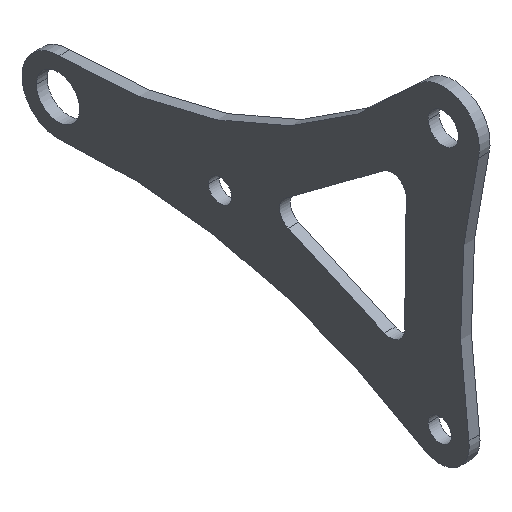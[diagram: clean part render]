
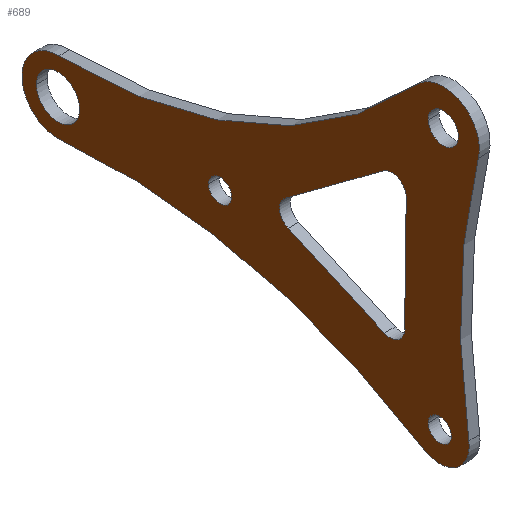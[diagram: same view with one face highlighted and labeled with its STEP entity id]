
A CAD part, isometric view. The second image highlights one B-rep face of the part: STEP entity #689.
In plain terms, the highlighted planar face has unit normal (-1, 0, 0).
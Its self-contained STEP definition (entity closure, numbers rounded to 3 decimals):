
#61=CARTESIAN_POINT('Vertex',(10.,-99.587,52.712)) ;
#66=CARTESIAN_POINT('Axis2P3D Location',(10.,-107.,46.)) ;
#70=CARTESIAN_POINT('Vertex',(10.,-116.706,43.594)) ;
#97=CARTESIAN_POINT('Axis2P3D Location',(10.,-281.71,2.684)) ;
#101=CARTESIAN_POINT('Vertex',(10.,-114.085,-25.634)) ;
#128=CARTESIAN_POINT('Axis2P3D Location',(10.,-106.,-27.)) ;
#132=CARTESIAN_POINT('Vertex',(10.,-101.622,-33.934)) ;
#159=CARTESIAN_POINT('Axis2P3D Location',(10.,-16.205,-169.226)) ;
#163=CARTESIAN_POINT('Vertex',(10.,-0.953,-9.954)) ;
#190=CARTESIAN_POINT('Axis2P3D Location',(10.,0.,0.)) ;
#194=CARTESIAN_POINT('Vertex',(10.,-0.23,9.997)) ;
#221=CARTESIAN_POINT('Axis2P3D Location',(10.,-3.217,139.963)) ;
#256=CARTESIAN_POINT('Vertex',(10.,6.,0.)) ;
#259=CARTESIAN_POINT('Axis2P3D Location',(10.,0.,0.)) ;
#263=CARTESIAN_POINT('Vertex',(10.,-6.,0.)) ;
#283=CARTESIAN_POINT('Axis2P3D Location',(10.,0.,0.)) ;
#313=CARTESIAN_POINT('Vertex',(10.,-102.802,45.859)) ;
#316=CARTESIAN_POINT('Axis2P3D Location',(10.,-107.,46.)) ;
#320=CARTESIAN_POINT('Vertex',(10.,-111.198,46.141)) ;
#340=CARTESIAN_POINT('Axis2P3D Location',(10.,-107.,46.)) ;
#370=CARTESIAN_POINT('Vertex',(10.,-102.8,-27.)) ;
#373=CARTESIAN_POINT('Axis2P3D Location',(10.,-106.,-27.)) ;
#377=CARTESIAN_POINT('Vertex',(10.,-109.2,-27.)) ;
#397=CARTESIAN_POINT('Axis2P3D Location',(10.,-106.,-27.)) ;
#427=CARTESIAN_POINT('Vertex',(10.,-41.8,0.)) ;
#430=CARTESIAN_POINT('Axis2P3D Location',(10.,-45.,0.)) ;
#434=CARTESIAN_POINT('Vertex',(10.,-48.2,0.)) ;
#454=CARTESIAN_POINT('Axis2P3D Location',(10.,-45.,0.)) ;
#484=CARTESIAN_POINT('Vertex',(10.,-96.699,24.129)) ;
#487=CARTESIAN_POINT('Axis2P3D Location',(10.,-92.7,24.184)) ;
#491=CARTESIAN_POINT('Vertex',(10.,-90.316,27.396)) ;
#518=CARTESIAN_POINT('Line Origine',(10.,-76.736,17.32)) ;
#522=CARTESIAN_POINT('Vertex',(10.,-63.156,7.244)) ;
#549=CARTESIAN_POINT('Axis2P3D Location',(10.,-65.539,4.032)) ;
#553=CARTESIAN_POINT('Vertex',(10.,-63.92,0.374)) ;
#580=CARTESIAN_POINT('Line Origine',(10.,-77.281,-5.54)) ;
#584=CARTESIAN_POINT('Vertex',(10.,-90.643,-11.454)) ;
#611=CARTESIAN_POINT('Axis2P3D Location',(10.,-92.262,-7.796)) ;
#615=CARTESIAN_POINT('Vertex',(10.,-96.261,-7.851)) ;
#640=CARTESIAN_POINT('Line Origine',(10.,-96.48,8.139)) ;
#652=CARTESIAN_POINT('Axis2P3D Location',(10.,0.,0.)) ;
#67=DIRECTION('Axis2P3D Direction',(1.,0.,0.)) ;
#98=DIRECTION('Axis2P3D Direction',(1.,0.,0.)) ;
#129=DIRECTION('Axis2P3D Direction',(1.,0.,0.)) ;
#160=DIRECTION('Axis2P3D Direction',(1.,0.,0.)) ;
#191=DIRECTION('Axis2P3D Direction',(1.,0.,0.)) ;
#222=DIRECTION('Axis2P3D Direction',(1.,0.,0.)) ;
#260=DIRECTION('Axis2P3D Direction',(1.,0.,0.)) ;
#284=DIRECTION('Axis2P3D Direction',(1.,0.,0.)) ;
#317=DIRECTION('Axis2P3D Direction',(1.,0.,0.)) ;
#341=DIRECTION('Axis2P3D Direction',(1.,0.,0.)) ;
#374=DIRECTION('Axis2P3D Direction',(1.,0.,0.)) ;
#398=DIRECTION('Axis2P3D Direction',(1.,0.,0.)) ;
#431=DIRECTION('Axis2P3D Direction',(1.,0.,0.)) ;
#455=DIRECTION('Axis2P3D Direction',(1.,0.,0.)) ;
#488=DIRECTION('Axis2P3D Direction',(1.,0.,0.)) ;
#519=DIRECTION('Vector Direction',(0.,0.803,-0.596)) ;
#550=DIRECTION('Axis2P3D Direction',(1.,0.,0.)) ;
#581=DIRECTION('Vector Direction',(0.,0.914,0.405)) ;
#612=DIRECTION('Axis2P3D Direction',(1.,0.,0.)) ;
#641=DIRECTION('Vector Direction',(0.,0.014,-1.)) ;
#653=DIRECTION('Axis2P3D Direction',(1.,0.,0.)) ;
#654=DIRECTION('Axis2P3D XDirection',(0.,1.,0.)) ;
#68=AXIS2_PLACEMENT_3D('Circle Axis2P3D',#66,#67,$) ;
#99=AXIS2_PLACEMENT_3D('Circle Axis2P3D',#97,#98,$) ;
#130=AXIS2_PLACEMENT_3D('Circle Axis2P3D',#128,#129,$) ;
#161=AXIS2_PLACEMENT_3D('Circle Axis2P3D',#159,#160,$) ;
#192=AXIS2_PLACEMENT_3D('Circle Axis2P3D',#190,#191,$) ;
#223=AXIS2_PLACEMENT_3D('Circle Axis2P3D',#221,#222,$) ;
#261=AXIS2_PLACEMENT_3D('Circle Axis2P3D',#259,#260,$) ;
#285=AXIS2_PLACEMENT_3D('Circle Axis2P3D',#283,#284,$) ;
#318=AXIS2_PLACEMENT_3D('Circle Axis2P3D',#316,#317,$) ;
#342=AXIS2_PLACEMENT_3D('Circle Axis2P3D',#340,#341,$) ;
#375=AXIS2_PLACEMENT_3D('Circle Axis2P3D',#373,#374,$) ;
#399=AXIS2_PLACEMENT_3D('Circle Axis2P3D',#397,#398,$) ;
#432=AXIS2_PLACEMENT_3D('Circle Axis2P3D',#430,#431,$) ;
#456=AXIS2_PLACEMENT_3D('Circle Axis2P3D',#454,#455,$) ;
#489=AXIS2_PLACEMENT_3D('Circle Axis2P3D',#487,#488,$) ;
#551=AXIS2_PLACEMENT_3D('Circle Axis2P3D',#549,#550,$) ;
#613=AXIS2_PLACEMENT_3D('Circle Axis2P3D',#611,#612,$) ;
#655=AXIS2_PLACEMENT_3D('Plane Axis2P3D',#652,#653,#654) ;
#658=ORIENTED_EDGE('',*,*,#225,.F.) ;
#659=ORIENTED_EDGE('',*,*,#196,.F.) ;
#660=ORIENTED_EDGE('',*,*,#165,.F.) ;
#661=ORIENTED_EDGE('',*,*,#134,.F.) ;
#662=ORIENTED_EDGE('',*,*,#103,.F.) ;
#663=ORIENTED_EDGE('',*,*,#72,.F.) ;
#666=ORIENTED_EDGE('',*,*,#287,.T.) ;
#667=ORIENTED_EDGE('',*,*,#265,.T.) ;
#670=ORIENTED_EDGE('',*,*,#344,.T.) ;
#671=ORIENTED_EDGE('',*,*,#322,.T.) ;
#674=ORIENTED_EDGE('',*,*,#401,.T.) ;
#675=ORIENTED_EDGE('',*,*,#379,.T.) ;
#678=ORIENTED_EDGE('',*,*,#458,.T.) ;
#679=ORIENTED_EDGE('',*,*,#436,.T.) ;
#682=ORIENTED_EDGE('',*,*,#644,.T.) ;
#683=ORIENTED_EDGE('',*,*,#617,.T.) ;
#684=ORIENTED_EDGE('',*,*,#586,.T.) ;
#685=ORIENTED_EDGE('',*,*,#555,.T.) ;
#686=ORIENTED_EDGE('',*,*,#524,.T.) ;
#687=ORIENTED_EDGE('',*,*,#493,.T.) ;
#668=FACE_BOUND('',#665,.T.) ;
#672=FACE_BOUND('',#669,.T.) ;
#676=FACE_BOUND('',#673,.T.) ;
#680=FACE_BOUND('',#677,.T.) ;
#688=FACE_BOUND('',#681,.T.) ;
#520=VECTOR('Line Direction',#519,1.) ;
#582=VECTOR('Line Direction',#581,1.) ;
#642=VECTOR('Line Direction',#641,1.) ;
#689=ADVANCED_FACE('Corps principal',(#664,#668,#672,#676,#680,#688),#656,.F.) ;
#69=CIRCLE('generated circle',#68,10.) ;
#100=CIRCLE('generated circle',#99,170.) ;
#131=CIRCLE('generated circle',#130,8.2) ;
#162=CIRCLE('generated circle',#161,160.) ;
#193=CIRCLE('generated circle',#192,10.) ;
#224=CIRCLE('generated circle',#223,130.) ;
#262=CIRCLE('generated circle',#261,6.) ;
#286=CIRCLE('generated circle',#285,6.) ;
#319=CIRCLE('generated circle',#318,4.2) ;
#343=CIRCLE('generated circle',#342,4.2) ;
#376=CIRCLE('generated circle',#375,3.2) ;
#400=CIRCLE('generated circle',#399,3.2) ;
#433=CIRCLE('generated circle',#432,3.2) ;
#457=CIRCLE('generated circle',#456,3.2) ;
#490=CIRCLE('generated circle',#489,4.) ;
#552=CIRCLE('generated circle',#551,4.) ;
#614=CIRCLE('generated circle',#613,4.) ;
#72=EDGE_CURVE('',#62,#71,#69,.T.) ;
#103=EDGE_CURVE('',#71,#102,#100,.F.) ;
#134=EDGE_CURVE('',#102,#133,#131,.T.) ;
#165=EDGE_CURVE('',#133,#164,#162,.F.) ;
#196=EDGE_CURVE('',#164,#195,#193,.T.) ;
#225=EDGE_CURVE('',#195,#62,#224,.F.) ;
#265=EDGE_CURVE('',#264,#257,#262,.T.) ;
#287=EDGE_CURVE('',#257,#264,#286,.T.) ;
#322=EDGE_CURVE('',#321,#314,#319,.T.) ;
#344=EDGE_CURVE('',#314,#321,#343,.T.) ;
#379=EDGE_CURVE('',#378,#371,#376,.T.) ;
#401=EDGE_CURVE('',#371,#378,#400,.T.) ;
#436=EDGE_CURVE('',#435,#428,#433,.T.) ;
#458=EDGE_CURVE('',#428,#435,#457,.T.) ;
#493=EDGE_CURVE('',#492,#485,#490,.T.) ;
#524=EDGE_CURVE('',#523,#492,#521,.F.) ;
#555=EDGE_CURVE('',#554,#523,#552,.T.) ;
#586=EDGE_CURVE('',#585,#554,#583,.T.) ;
#617=EDGE_CURVE('',#616,#585,#614,.T.) ;
#644=EDGE_CURVE('',#485,#616,#643,.T.) ;
#657=EDGE_LOOP('',(#658,#659,#660,#661,#662,#663)) ;
#665=EDGE_LOOP('',(#666,#667)) ;
#669=EDGE_LOOP('',(#670,#671)) ;
#673=EDGE_LOOP('',(#674,#675)) ;
#677=EDGE_LOOP('',(#678,#679)) ;
#681=EDGE_LOOP('',(#682,#683,#684,#685,#686,#687)) ;
#664=FACE_OUTER_BOUND('',#657,.T.) ;
#521=LINE('Line',#518,#520) ;
#583=LINE('Line',#580,#582) ;
#643=LINE('Line',#640,#642) ;
#656=PLANE('Plane',#655) ;
#62=VERTEX_POINT('',#61) ;
#71=VERTEX_POINT('',#70) ;
#102=VERTEX_POINT('',#101) ;
#133=VERTEX_POINT('',#132) ;
#164=VERTEX_POINT('',#163) ;
#195=VERTEX_POINT('',#194) ;
#257=VERTEX_POINT('',#256) ;
#264=VERTEX_POINT('',#263) ;
#314=VERTEX_POINT('',#313) ;
#321=VERTEX_POINT('',#320) ;
#371=VERTEX_POINT('',#370) ;
#378=VERTEX_POINT('',#377) ;
#428=VERTEX_POINT('',#427) ;
#435=VERTEX_POINT('',#434) ;
#485=VERTEX_POINT('',#484) ;
#492=VERTEX_POINT('',#491) ;
#523=VERTEX_POINT('',#522) ;
#554=VERTEX_POINT('',#553) ;
#585=VERTEX_POINT('',#584) ;
#616=VERTEX_POINT('',#615) ;
